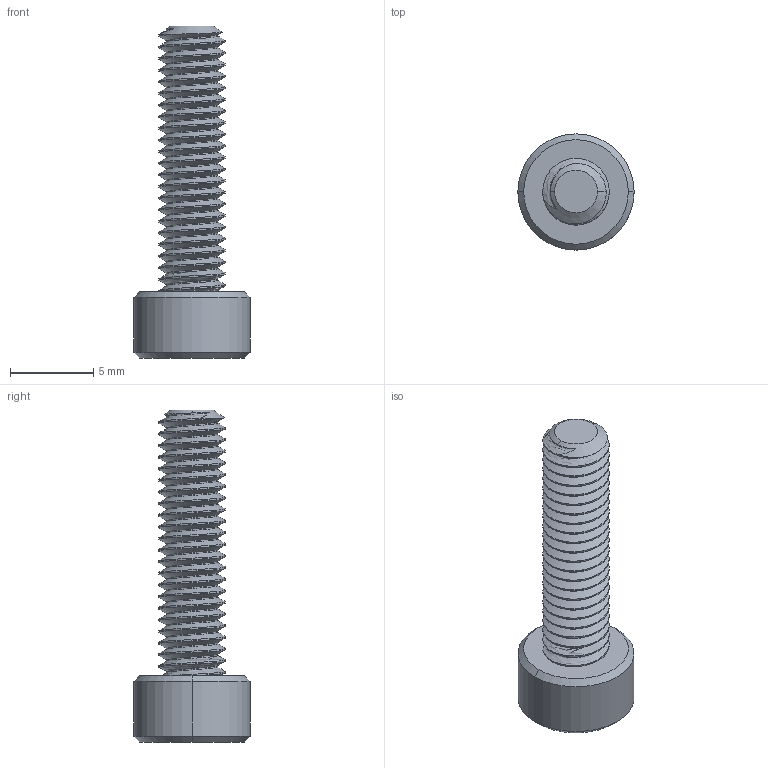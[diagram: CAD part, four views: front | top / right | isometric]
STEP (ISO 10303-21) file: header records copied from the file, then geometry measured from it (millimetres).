
FILE_DESCRIPTION (( 'STEP AP203' ), '1' );
FILE_NAME ('M4 x 0.7mm Thread 16mm LONG SOCKET HEAD CAP SCREW.STEP', '2017-04-28T22:06:24', ( '' ), ( '' ), 'SwSTEP 2.0', 'SolidWorks 2014', '' );
FILE_SCHEMA (( 'CONFIG_CONTROL_DESIGN' ));
Length unit declared in the file: millimetre
Products named in the file (1): M4 x 0.7mm Thread 16mm LONG SOCKET HEAD CAP SCREW
Bounding box: 7 x 7 x 20 mm (x, y, z)
Volume: 291.9 mm3; surface area: 484.6 mm2
Topology: 1 solids, 1 shells, 120 faces, 331 edges, 215 vertices
Faces by surface type: cylinder 95, cone 13, plane 10, bspline 2
Entity records: 6013 total; most frequent: CARTESIAN_POINT 3441, ORIENTED_EDGE 662, DIRECTION 398, EDGE_CURVE 331, VERTEX_POINT 215, AXIS2_PLACEMENT_3D 143, EDGE_LOOP 122, FACE_OUTER_BOUND 120
